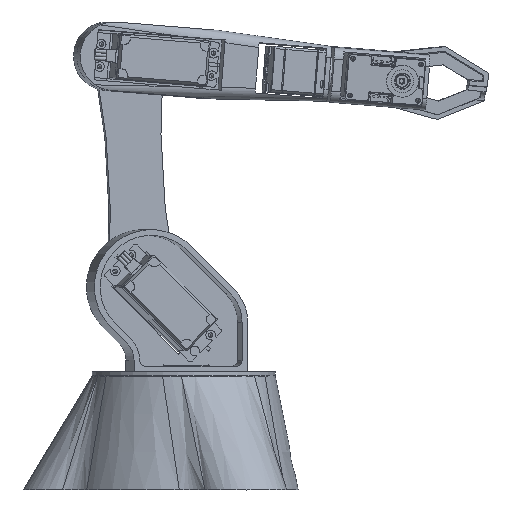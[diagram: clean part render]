
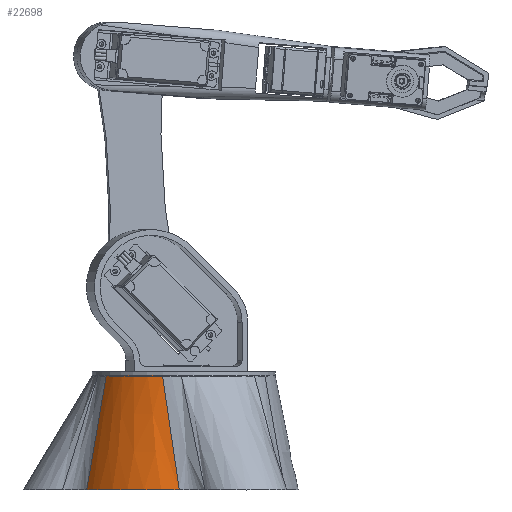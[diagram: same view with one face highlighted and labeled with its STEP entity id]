
A CAD part, front view. The second image highlights one B-rep face of the part: STEP entity #22698.
In plain terms, the highlighted free-form (B-spline) face has degree [3, 3] with [19, 4] control points.
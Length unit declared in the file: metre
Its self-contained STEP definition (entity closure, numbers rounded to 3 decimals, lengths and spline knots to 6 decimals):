
#577=B_SPLINE_SURFACE_WITH_KNOTS('',3,3,((#34657,#34658,#34659,#34660),
(#34661,#34662,#34663,#34664),(#34665,#34666,#34667,#34668),(#34669,#34670,
#34671,#34672),(#34673,#34674,#34675,#34676),(#34677,#34678,#34679,#34680),
(#34681,#34682,#34683,#34684),(#34685,#34686,#34687,#34688),(#34689,#34690,
#34691,#34692),(#34693,#34694,#34695,#34696),(#34697,#34698,#34699,#34700),
(#34701,#34702,#34703,#34704),(#34705,#34706,#34707,#34708),(#34709,#34710,
#34711,#34712),(#34713,#34714,#34715,#34716),(#34717,#34718,#34719,#34720),
(#34721,#34722,#34723,#34724),(#34725,#34726,#34727,#34728),(#34729,#34730,
#34731,#34732)),.RULED_SURF.,.F.,.F.,.F.,(4,2,1,2,1,2,1,2,1,2,1,4),(4,4),
(0.,0.256144,0.256161,0.446679,0.446696,
0.588409,0.588426,0.693836,0.693853,
0.848788,0.848804,1.),(0.,1.),.UNSPECIFIED.);
#1454=LINE('',#34656,#3671);
#1455=LINE('',#34744,#3672);
#3671=VECTOR('',#27241,1.);
#3672=VECTOR('',#27242,1.);
#6748=ORIENTED_EDGE('',*,*,#13222,.F.);
#6749=ORIENTED_EDGE('',*,*,#13221,.T.);
#6750=ORIENTED_EDGE('',*,*,#13193,.T.);
#6751=ORIENTED_EDGE('',*,*,#13223,.F.);
#13193=EDGE_CURVE('',#16445,#16444,#18677,.T.);
#13221=EDGE_CURVE('',#16463,#16445,#1454,.T.);
#13222=EDGE_CURVE('',#16463,#16464,#18696,.T.);
#13223=EDGE_CURVE('',#16464,#16444,#1455,.T.);
#16444=VERTEX_POINT('',#33934);
#16445=VERTEX_POINT('',#33944);
#16463=VERTEX_POINT('',#34655);
#16464=VERTEX_POINT('',#34743);
#18677=B_SPLINE_CURVE_WITH_KNOTS('',3,(#33935,#33936,#33937,#33938,#33939,
#33940,#33941,#33942,#33943),.UNSPECIFIED.,.F.,.F.,(4,1,1,1,1,1,4),(0.,
0.007715,0.011573,0.015431,0.019288,
0.023146,0.030862),.UNSPECIFIED.);
#18696=B_SPLINE_CURVE_WITH_KNOTS('',3,(#34733,#34734,#34735,#34736,#34737,
#34738,#34739,#34740,#34741,#34742),.UNSPECIFIED.,.F.,.F.,(4,1,1,1,1,1,
1,4),(0.,0.012012,0.018018,0.024024,
0.03003,0.036036,0.042042,0.048049),
 .UNSPECIFIED.);
#18860=EDGE_LOOP('',(#6748,#6749,#6750,#6751));
#20585=FACE_BOUND('',#18860,.T.);
#22698=ADVANCED_FACE('',(#20585),#577,.F.);
#27241=DIRECTION('',(-0.142,0.214,0.967));
#27242=DIRECTION('',(0.167,0.103,0.981));
#33934=CARTESIAN_POINT('',(-0.033784,-0.021415,0.05));
#33935=CARTESIAN_POINT('',(-0.009259,-0.038914,0.05));
#33936=CARTESIAN_POINT('',(-0.01178,-0.038314,0.05));
#33937=CARTESIAN_POINT('',(-0.015425,-0.037061,0.05));
#33938=CARTESIAN_POINT('',(-0.020043,-0.034687,0.05));
#33939=CARTESIAN_POINT('',(-0.023271,-0.032607,0.05));
#33940=CARTESIAN_POINT('',(-0.026279,-0.030239,0.05));
#33941=CARTESIAN_POINT('',(-0.030007,-0.026669,0.05));
#33942=CARTESIAN_POINT('',(-0.032397,-0.023603,0.05));
#33943=CARTESIAN_POINT('',(-0.033784,-0.021415,0.05));
#33944=CARTESIAN_POINT('',(-0.009259,-0.038914,0.05));
#34655=CARTESIAN_POINT('',(-0.001923,-0.049963,0.));
#34656=CARTESIAN_POINT('',(-0.005591,-0.044438,0.025));
#34657=CARTESIAN_POINT('',(-0.001923,-0.049963,0.));
#34658=CARTESIAN_POINT('',(-0.004368,-0.04628,0.016667));
#34659=CARTESIAN_POINT('',(-0.006814,-0.042597,0.033333));
#34660=CARTESIAN_POINT('',(-0.009259,-0.038914,0.05));
#34661=CARTESIAN_POINT('',(-0.003031,-0.04992,0.));
#34662=CARTESIAN_POINT('',(-0.005336,-0.046197,0.016667));
#34663=CARTESIAN_POINT('',(-0.007641,-0.042474,0.033333));
#34664=CARTESIAN_POINT('',(-0.009946,-0.03875,0.05));
#34665=CARTESIAN_POINT('',(-0.006493,-0.049787,0.));
#34666=CARTESIAN_POINT('',(-0.008358,-0.045939,0.016667));
#34667=CARTESIAN_POINT('',(-0.010222,-0.04209,0.033333));
#34668=CARTESIAN_POINT('',(-0.012086,-0.038241,0.05));
#34669=CARTESIAN_POINT('',(-0.010959,-0.048784,0.));
#34670=CARTESIAN_POINT('',(-0.012237,-0.044911,0.016667));
#34671=CARTESIAN_POINT('',(-0.013516,-0.041037,0.033333));
#34672=CARTESIAN_POINT('',(-0.014794,-0.037164,0.05));
#34673=CARTESIAN_POINT('',(-0.01428,-0.048038,0.));
#34674=CARTESIAN_POINT('',(-0.015123,-0.044146,0.016667));
#34675=CARTESIAN_POINT('',(-0.015965,-0.040254,0.033333));
#34676=CARTESIAN_POINT('',(-0.016808,-0.036362,0.05));
#34677=CARTESIAN_POINT('',(-0.01814,-0.04678,0.));
#34678=CARTESIAN_POINT('',(-0.018468,-0.04293,0.016667));
#34679=CARTESIAN_POINT('',(-0.018797,-0.039081,0.033333));
#34680=CARTESIAN_POINT('',(-0.019126,-0.035232,0.05));
#34681=CARTESIAN_POINT('',(-0.02189,-0.044954,0.));
#34682=CARTESIAN_POINT('',(-0.021717,-0.04124,0.016667));
#34683=CARTESIAN_POINT('',(-0.021544,-0.037526,0.033333));
#34684=CARTESIAN_POINT('',(-0.021371,-0.033813,0.05));
#34685=CARTESIAN_POINT('',(-0.024679,-0.043596,0.));
#34686=CARTESIAN_POINT('',(-0.024133,-0.039983,0.016667));
#34687=CARTESIAN_POINT('',(-0.023587,-0.03637,0.033333));
#34688=CARTESIAN_POINT('',(-0.023041,-0.032757,0.05));
#34689=CARTESIAN_POINT('',(-0.027404,-0.041933,0.));
#34690=CARTESIAN_POINT('',(-0.026492,-0.038471,0.016667));
#34691=CARTESIAN_POINT('',(-0.025581,-0.035009,0.033333));
#34692=CARTESIAN_POINT('',(-0.024669,-0.031547,0.05));
#34693=CARTESIAN_POINT('',(-0.029852,-0.04011,0.));
#34694=CARTESIAN_POINT('',(-0.028615,-0.036832,0.016667));
#34695=CARTESIAN_POINT('',(-0.027378,-0.033554,0.033333));
#34696=CARTESIAN_POINT('',(-0.026141,-0.030277,0.05));
#34697=CARTESIAN_POINT('',(-0.031674,-0.038755,0.));
#34698=CARTESIAN_POINT('',(-0.030194,-0.035614,0.016667));
#34699=CARTESIAN_POINT('',(-0.028715,-0.032473,0.033333));
#34700=CARTESIAN_POINT('',(-0.027235,-0.029332,0.05));
#34701=CARTESIAN_POINT('',(-0.033344,-0.037314,0.));
#34702=CARTESIAN_POINT('',(-0.031644,-0.034328,0.016667));
#34703=CARTESIAN_POINT('',(-0.029943,-0.031342,0.033333));
#34704=CARTESIAN_POINT('',(-0.028243,-0.028356,0.05));
#34705=CARTESIAN_POINT('',(-0.034814,-0.035889,0.));
#34706=CARTESIAN_POINT('',(-0.032921,-0.033061,0.016667));
#34707=CARTESIAN_POINT('',(-0.031029,-0.030233,0.033333));
#34708=CARTESIAN_POINT('',(-0.029136,-0.027406,0.05));
#34709=CARTESIAN_POINT('',(-0.036974,-0.033793,0.));
#34710=CARTESIAN_POINT('',(-0.034799,-0.031199,0.016667));
#34711=CARTESIAN_POINT('',(-0.032624,-0.028604,0.033333));
#34712=CARTESIAN_POINT('',(-0.030449,-0.02601,0.05));
#34713=CARTESIAN_POINT('',(-0.038697,-0.031731,0.));
#34714=CARTESIAN_POINT('',(-0.036302,-0.029378,0.016667));
#34715=CARTESIAN_POINT('',(-0.033908,-0.027025,0.033333));
#34716=CARTESIAN_POINT('',(-0.031513,-0.024672,0.05));
#34717=CARTESIAN_POINT('',(-0.03995,-0.030066,0.));
#34718=CARTESIAN_POINT('',(-0.037399,-0.027911,0.016667));
#34719=CARTESIAN_POINT('',(-0.034847,-0.025756,0.033333));
#34720=CARTESIAN_POINT('',(-0.032295,-0.023601,0.05));
#34721=CARTESIAN_POINT('',(-0.041173,-0.028441,0.));
#34722=CARTESIAN_POINT('',(-0.038468,-0.026479,0.016667));
#34723=CARTESIAN_POINT('',(-0.035764,-0.024518,0.033333));
#34724=CARTESIAN_POINT('',(-0.033059,-0.022556,0.05));
#34725=CARTESIAN_POINT('',(-0.041959,-0.0272,0.));
#34726=CARTESIAN_POINT('',(-0.03916,-0.025389,0.016667));
#34727=CARTESIAN_POINT('',(-0.036361,-0.023578,0.033333));
#34728=CARTESIAN_POINT('',(-0.033561,-0.021767,0.05));
#34729=CARTESIAN_POINT('',(-0.042308,-0.026647,0.));
#34730=CARTESIAN_POINT('',(-0.039467,-0.024903,0.016667));
#34731=CARTESIAN_POINT('',(-0.036626,-0.023159,0.033333));
#34732=CARTESIAN_POINT('',(-0.033784,-0.021415,0.05));
#34733=CARTESIAN_POINT('',(-0.001923,-0.049963,0.));
#34734=CARTESIAN_POINT('',(-0.006004,-0.049806,0.));
#34735=CARTESIAN_POINT('',(-0.011944,-0.048834,0.));
#34736=CARTESIAN_POINT('',(-0.019545,-0.046154,0.));
#34737=CARTESIAN_POINT('',(-0.025037,-0.043419,0.));
#34738=CARTESIAN_POINT('',(-0.030064,-0.040104,0.));
#34739=CARTESIAN_POINT('',(-0.034706,-0.036166,0.));
#34740=CARTESIAN_POINT('',(-0.038852,-0.031665,0.));
#34741=CARTESIAN_POINT('',(-0.04122,-0.028374,0.));
#34742=CARTESIAN_POINT('',(-0.042308,-0.026647,0.));
#34743=CARTESIAN_POINT('',(-0.042308,-0.026647,0.));
#34744=CARTESIAN_POINT('',(-0.038046,-0.024031,0.025));
